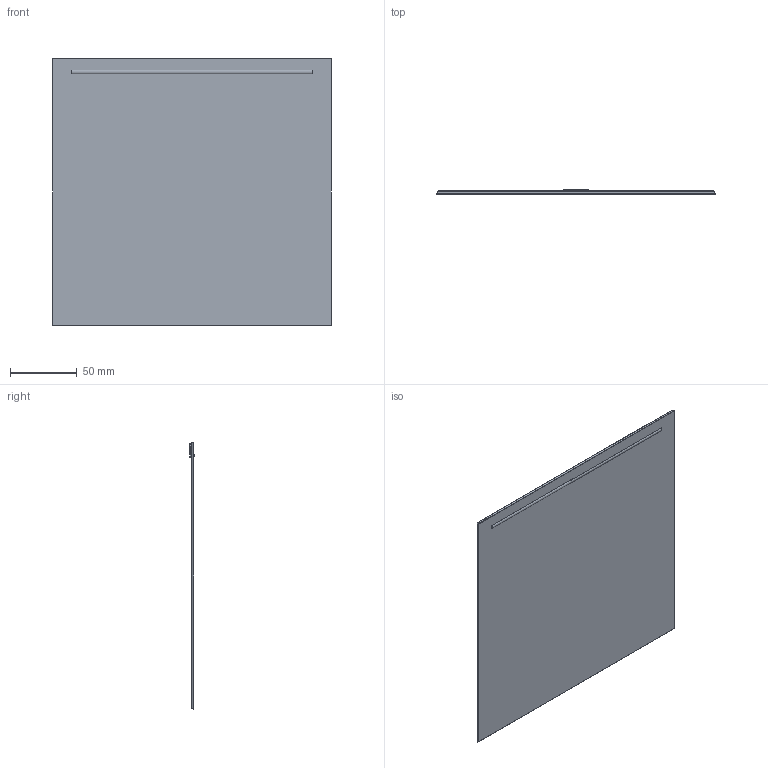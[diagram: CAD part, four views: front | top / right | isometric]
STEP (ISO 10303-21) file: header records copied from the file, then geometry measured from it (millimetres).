
FILE_DESCRIPTION(/* description */ (''),/* implementation_level */ '2;1');
FILE_NAME(/* name */ '04.MP.JW.02.stp',/* time_stamp */ '2023-08-30T17:55:15+02:00',/* author */ ('pszcz'),/* organization */ (''),/* preprocessor_version */ 'ST-DEVELOPER v19.2',/* originating_system */ 'Autodesk Inventor 2024',/* authorisation */ '');
FILE_SCHEMA (('AUTOMOTIVE_DESIGN { 1 0 10303 214 3 1 1 }'));
Length unit declared in the file: millimetre
Products named in the file (1): 04.MP.JW.02
Bounding box: 208.71 x 3.49 x 199.85 mm (x, y, z)
Volume: 83140.1 mm3; surface area: 84591.1 mm2
Topology: 1 solids, 1 shells, 82 faces, 175 edges, 97 vertices
Faces by surface type: cylinder 38, plane 16, sphere 15, torus 9, bspline 4
Entity records: 2351 total; most frequent: CARTESIAN_POINT 535, DIRECTION 402, ORIENTED_EDGE 350, EDGE_CURVE 175, AXIS2_PLACEMENT_3D 164, VERTEX_POINT 97, CIRCLE 85, EDGE_LOOP 84
